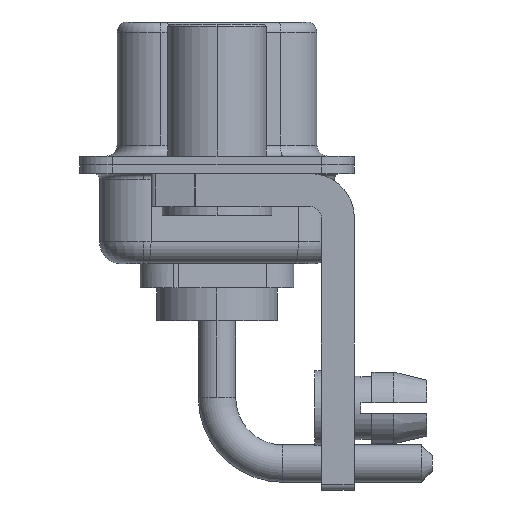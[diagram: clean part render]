
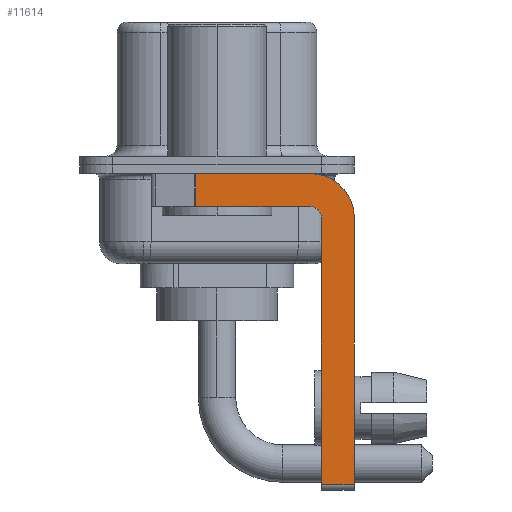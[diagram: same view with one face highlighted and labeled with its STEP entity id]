
A CAD part, left-side view. The second image highlights one B-rep face of the part: STEP entity #11614.
In plain terms, the highlighted planar face has unit normal (-1, 0, 0).
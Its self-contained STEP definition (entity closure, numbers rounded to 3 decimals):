
#275 = DIRECTION ( 'NONE',  ( 0., 0., -1. ) ) ;
#735 = ORIENTED_EDGE ( 'NONE', *, *, #5216, .T. ) ;
#746 = PLANE ( 'NONE',  #14317 ) ;
#808 = CARTESIAN_POINT ( 'NONE',  ( -2.9, -6.25, -14.55 ) ) ;
#975 = EDGE_CURVE ( 'NONE', #10822, #17379, #10617, .T. ) ;
#1498 = CARTESIAN_POINT ( 'NONE',  ( -2.9, 3., -0.4 ) ) ;
#1584 = EDGE_CURVE ( 'NONE', #8242, #2921, #6618, .T. ) ;
#1623 = EDGE_LOOP ( 'NONE', ( #11647, #735, #18946, #18808, #16847, #17113, #12322, #4304 ) ) ;
#1917 = FACE_OUTER_BOUND ( 'NONE', #1623, .T. ) ;
#2078 = VERTEX_POINT ( 'NONE', #5038 ) ;
#2216 = CIRCLE ( 'NONE', #7162, 2. ) ;
#2300 = CARTESIAN_POINT ( 'NONE',  ( -2.9, -4.25, -2.4 ) ) ;
#2454 = CARTESIAN_POINT ( 'NONE',  ( -2.9, -4.25, -1.9 ) ) ;
#2515 = CARTESIAN_POINT ( 'NONE',  ( -2.9, -6.25, -2.4 ) ) ;
#2590 = CARTESIAN_POINT ( 'NONE',  ( -2.9, -4.25, -2.4 ) ) ;
#2648 = DIRECTION ( 'NONE',  ( 0., 1., 0. ) ) ;
#2745 = LINE ( 'NONE', #2454, #5730 ) ;
#2921 = VERTEX_POINT ( 'NONE', #808 ) ;
#3175 = EDGE_CURVE ( 'NONE', #17379, #2078, #2745, .T. ) ;
#3319 = CARTESIAN_POINT ( 'NONE',  ( -2.9, -6.25, -2.4 ) ) ;
#3681 = CARTESIAN_POINT ( 'NONE',  ( -2.9, 0.978, -1.9 ) ) ;
#3729 = CARTESIAN_POINT ( 'NONE',  ( -2.9, -4.75, -2.4 ) ) ;
#4304 = ORIENTED_EDGE ( 'NONE', *, *, #18734, .F. ) ;
#4765 = LINE ( 'NONE', #3319, #11797 ) ;
#4846 = LINE ( 'NONE', #3681, #8535 ) ;
#5038 = CARTESIAN_POINT ( 'NONE',  ( -2.9, 0.978, -1.9 ) ) ;
#5216 = EDGE_CURVE ( 'NONE', #12583, #2078, #4846, .T. ) ;
#5688 = DIRECTION ( 'NONE',  ( -1., 0., 0. ) ) ;
#5730 = VECTOR ( 'NONE', #2648, 1000. ) ;
#5941 = LINE ( 'NONE', #1498, #17885 ) ;
#6308 = CARTESIAN_POINT ( 'NONE',  ( -2.9, -4.75, -14.8 ) ) ;
#6534 = CARTESIAN_POINT ( 'NONE',  ( -2.9, -4.25, -1.9 ) ) ;
#6618 = LINE ( 'NONE', #12159, #9100 ) ;
#7162 = AXIS2_PLACEMENT_3D ( 'NONE', #13580, #14946, #275 ) ;
#7271 = CARTESIAN_POINT ( 'NONE',  ( -2.9, -4.75, -14.55 ) ) ;
#7376 = VERTEX_POINT ( 'NONE', #12378 ) ;
#7773 = DIRECTION ( 'NONE',  ( 0., 0., -1. ) ) ;
#7828 = DIRECTION ( 'NONE',  ( 0., 0., -1. ) ) ;
#7905 = EDGE_CURVE ( 'NONE', #8242, #10822, #13797, .T. ) ;
#8242 = VERTEX_POINT ( 'NONE', #7271 ) ;
#8535 = VECTOR ( 'NONE', #9697, 1000. ) ;
#9100 = VECTOR ( 'NONE', #15275, 1000. ) ;
#9697 = DIRECTION ( 'NONE',  ( 0., 0., -1. ) ) ;
#10617 = CIRCLE ( 'NONE', #13104, 0.5 ) ;
#10822 = VERTEX_POINT ( 'NONE', #3729 ) ;
#11253 = VERTEX_POINT ( 'NONE', #2515 ) ;
#11614 = ADVANCED_FACE ( 'NONE', ( #1917 ), #746, .F. ) ;
#11647 = ORIENTED_EDGE ( 'NONE', *, *, #12263, .F. ) ;
#11797 = VECTOR ( 'NONE', #7773, 1000. ) ;
#12159 = CARTESIAN_POINT ( 'NONE',  ( -2.9, -4.25, -14.55 ) ) ;
#12263 = EDGE_CURVE ( 'NONE', #12583, #7376, #5941, .T. ) ;
#12322 = ORIENTED_EDGE ( 'NONE', *, *, #16300, .F. ) ;
#12378 = CARTESIAN_POINT ( 'NONE',  ( -2.9, -4.25, -0.4 ) ) ;
#12583 = VERTEX_POINT ( 'NONE', #14191 ) ;
#12681 = DIRECTION ( 'NONE',  ( 1., 0., 0. ) ) ;
#13104 = AXIS2_PLACEMENT_3D ( 'NONE', #2590, #5688, #18916 ) ;
#13580 = CARTESIAN_POINT ( 'NONE',  ( -2.9, -4.25, -2.4 ) ) ;
#13797 = LINE ( 'NONE', #6308, #14204 ) ;
#14191 = CARTESIAN_POINT ( 'NONE',  ( -2.9, 0.978, -0.4 ) ) ;
#14204 = VECTOR ( 'NONE', #17979, 1000. ) ;
#14317 = AXIS2_PLACEMENT_3D ( 'NONE', #2300, #12681, #7828 ) ;
#14893 = DIRECTION ( 'NONE',  ( 0., -1., 0. ) ) ;
#14946 = DIRECTION ( 'NONE',  ( 1., 0., 0. ) ) ;
#15275 = DIRECTION ( 'NONE',  ( 0., -1., 0. ) ) ;
#16300 = EDGE_CURVE ( 'NONE', #11253, #2921, #4765, .T. ) ;
#16847 = ORIENTED_EDGE ( 'NONE', *, *, #7905, .F. ) ;
#17113 = ORIENTED_EDGE ( 'NONE', *, *, #1584, .T. ) ;
#17379 = VERTEX_POINT ( 'NONE', #6534 ) ;
#17885 = VECTOR ( 'NONE', #14893, 1000. ) ;
#17979 = DIRECTION ( 'NONE',  ( 0., 0., 1. ) ) ;
#18734 = EDGE_CURVE ( 'NONE', #7376, #11253, #2216, .T. ) ;
#18808 = ORIENTED_EDGE ( 'NONE', *, *, #975, .F. ) ;
#18916 = DIRECTION ( 'NONE',  ( 0., 0., 1. ) ) ;
#18946 = ORIENTED_EDGE ( 'NONE', *, *, #3175, .F. ) ;
